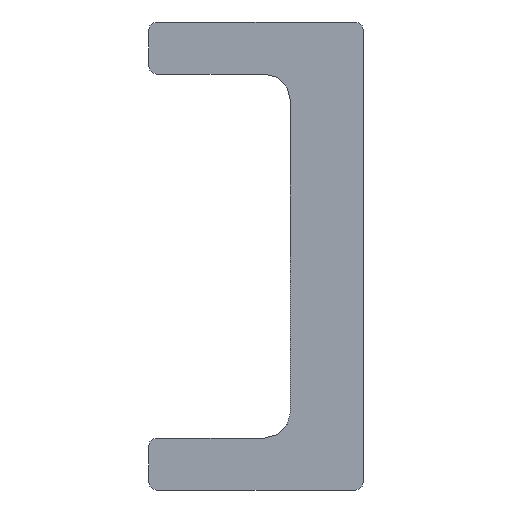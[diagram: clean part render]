
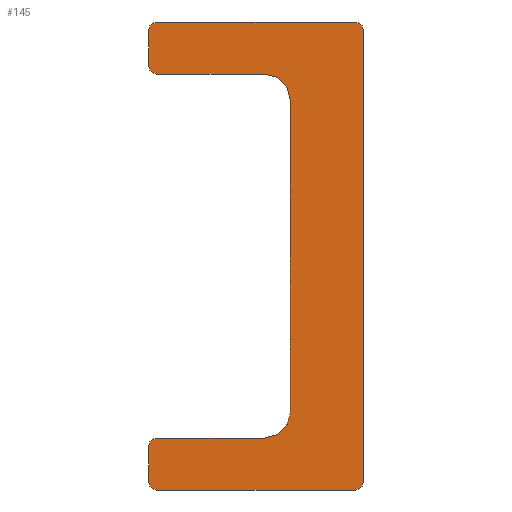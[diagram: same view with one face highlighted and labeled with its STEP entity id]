
A CAD part, front view. The second image highlights one B-rep face of the part: STEP entity #145.
In plain terms, the highlighted planar face has unit normal (0, -1, 0).
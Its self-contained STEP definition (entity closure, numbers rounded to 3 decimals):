
#145 = ADVANCED_FACE( '', ( #389 ), #390, .F. );
#389 = FACE_OUTER_BOUND( '', #772, .T. );
#390 = PLANE( '', #773 );
#772 = EDGE_LOOP( '', ( #1195, #1196, #1197, #1198, #1199, #1200, #1201, #1202, #1203, #1204, #1205, #1206, #1207, #1208, #1209, #1210 ) );
#773 = AXIS2_PLACEMENT_3D( '', #1211, #1212, #1213 );
#1195 = ORIENTED_EDGE( '', *, *, #1766, .F. );
#1196 = ORIENTED_EDGE( '', *, *, #1767, .T. );
#1197 = ORIENTED_EDGE( '', *, *, #1768, .F. );
#1198 = ORIENTED_EDGE( '', *, *, #1742, .T. );
#1199 = ORIENTED_EDGE( '', *, *, #1769, .F. );
#1200 = ORIENTED_EDGE( '', *, *, #1770, .T. );
#1201 = ORIENTED_EDGE( '', *, *, #1771, .F. );
#1202 = ORIENTED_EDGE( '', *, *, #1772, .T. );
#1203 = ORIENTED_EDGE( '', *, *, #1737, .F. );
#1204 = ORIENTED_EDGE( '', *, *, #1773, .T. );
#1205 = ORIENTED_EDGE( '', *, *, #1774, .F. );
#1206 = ORIENTED_EDGE( '', *, *, #1775, .T. );
#1207 = ORIENTED_EDGE( '', *, *, #1776, .F. );
#1208 = ORIENTED_EDGE( '', *, *, #1747, .T. );
#1209 = ORIENTED_EDGE( '', *, *, #1777, .F. );
#1210 = ORIENTED_EDGE( '', *, *, #1758, .T. );
#1211 = CARTESIAN_POINT( '', ( -4.125, 0., 9. ) );
#1212 = DIRECTION( '', ( 0., 1., 0. ) );
#1213 = DIRECTION( '', ( 0., 0., 1. ) );
#1737 = EDGE_CURVE( '', #2001, #2003, #2004, .T. );
#1742 = EDGE_CURVE( '', #2012, #2010, #2013, .F. );
#1747 = EDGE_CURVE( '', #2021, #2019, #2022, .F. );
#1758 = EDGE_CURVE( '', #2040, #2038, #2041, .F. );
#1766 = EDGE_CURVE( '', #2052, #2038, #2053, .T. );
#1767 = EDGE_CURVE( '', #2052, #2054, #2055, .F. );
#1768 = EDGE_CURVE( '', #2012, #2054, #2056, .T. );
#1769 = EDGE_CURVE( '', #2057, #2010, #2058, .T. );
#1770 = EDGE_CURVE( '', #2057, #2059, #2060, .F. );
#1771 = EDGE_CURVE( '', #2061, #2059, #2062, .T. );
#1772 = EDGE_CURVE( '', #2061, #2003, #2063, .T. );
#1773 = EDGE_CURVE( '', #2001, #2064, #2065, .T. );
#1774 = EDGE_CURVE( '', #2066, #2064, #2067, .T. );
#1775 = EDGE_CURVE( '', #2066, #2068, #2069, .F. );
#1776 = EDGE_CURVE( '', #2021, #2068, #2070, .T. );
#1777 = EDGE_CURVE( '', #2040, #2019, #2071, .T. );
#2001 = VERTEX_POINT( '', #2353 );
#2003 = VERTEX_POINT( '', #2356 );
#2004 = LINE( '', #2357, #2358 );
#2010 = VERTEX_POINT( '', #2365 );
#2012 = VERTEX_POINT( '', #2368 );
#2013 = CIRCLE( '', #2369, 0.3 );
#2019 = VERTEX_POINT( '', #2376 );
#2021 = VERTEX_POINT( '', #2379 );
#2022 = CIRCLE( '', #2380, 0.3 );
#2038 = VERTEX_POINT( '', #2397 );
#2040 = VERTEX_POINT( '', #2400 );
#2041 = CIRCLE( '', #2401, 0.3 );
#2052 = VERTEX_POINT( '', #2413 );
#2053 = LINE( '', #2414, #2415 );
#2054 = VERTEX_POINT( '', #2416 );
#2055 = CIRCLE( '', #2417, 0.3 );
#2056 = LINE( '', #2418, #2419 );
#2057 = VERTEX_POINT( '', #2420 );
#2058 = LINE( '', #2421, #2422 );
#2059 = VERTEX_POINT( '', #2423 );
#2060 = CIRCLE( '', #2424, 0.3 );
#2061 = VERTEX_POINT( '', #2425 );
#2062 = LINE( '', #2426, #2427 );
#2063 = CIRCLE( '', #2428, 1. );
#2064 = VERTEX_POINT( '', #2429 );
#2065 = CIRCLE( '', #2430, 1. );
#2066 = VERTEX_POINT( '', #2431 );
#2067 = LINE( '', #2432, #2433 );
#2068 = VERTEX_POINT( '', #2434 );
#2069 = CIRCLE( '', #2435, 0.3 );
#2070 = LINE( '', #2436, #2437 );
#2071 = LINE( '', #2438, #2439 );
#2353 = CARTESIAN_POINT( '', ( 1.325, 0., -6. ) );
#2356 = CARTESIAN_POINT( '', ( 1.325, 0., 6. ) );
#2357 = CARTESIAN_POINT( '', ( 1.325, 0., 7. ) );
#2358 = VECTOR( '', #2760, 1000. );
#2365 = CARTESIAN_POINT( '', ( -4.125, 0., 8.7 ) );
#2368 = CARTESIAN_POINT( '', ( -3.825, 0., 9. ) );
#2369 = AXIS2_PLACEMENT_3D( '', #2766, #2767, #2768 );
#2376 = CARTESIAN_POINT( '', ( -3.825, 0., -9. ) );
#2379 = CARTESIAN_POINT( '', ( -4.125, 0., -8.7 ) );
#2380 = AXIS2_PLACEMENT_3D( '', #2774, #2775, #2776 );
#2397 = CARTESIAN_POINT( '', ( 4.125, 0., -8.7 ) );
#2400 = CARTESIAN_POINT( '', ( 3.825, 0., -9. ) );
#2401 = AXIS2_PLACEMENT_3D( '', #2794, #2795, #2796 );
#2413 = CARTESIAN_POINT( '', ( 4.125, 0., 8.7 ) );
#2414 = CARTESIAN_POINT( '', ( 4.125, 0., 9. ) );
#2415 = VECTOR( '', #2807, 1000. );
#2416 = CARTESIAN_POINT( '', ( 3.825, 0., 9. ) );
#2417 = AXIS2_PLACEMENT_3D( '', #2808, #2809, #2810 );
#2418 = CARTESIAN_POINT( '', ( -4.125, 0., 9. ) );
#2419 = VECTOR( '', #2811, 1000. );
#2420 = CARTESIAN_POINT( '', ( -4.125, 0., 7.3 ) );
#2421 = CARTESIAN_POINT( '', ( -4.125, 0., -9. ) );
#2422 = VECTOR( '', #2812, 1000. );
#2423 = CARTESIAN_POINT( '', ( -3.825, 0., 7. ) );
#2424 = AXIS2_PLACEMENT_3D( '', #2813, #2814, #2815 );
#2425 = CARTESIAN_POINT( '', ( 0.325, 0., 7. ) );
#2426 = CARTESIAN_POINT( '', ( -4.125, 0., 7. ) );
#2427 = VECTOR( '', #2816, 1000. );
#2428 = AXIS2_PLACEMENT_3D( '', #2817, #2818, #2819 );
#2429 = CARTESIAN_POINT( '', ( 0.325, 0., -7. ) );
#2430 = AXIS2_PLACEMENT_3D( '', #2820, #2821, #2822 );
#2431 = CARTESIAN_POINT( '', ( -3.825, 0., -7. ) );
#2432 = CARTESIAN_POINT( '', ( 1.325, 0., -7. ) );
#2433 = VECTOR( '', #2823, 1000. );
#2434 = CARTESIAN_POINT( '', ( -4.125, 0., -7.3 ) );
#2435 = AXIS2_PLACEMENT_3D( '', #2824, #2825, #2826 );
#2436 = CARTESIAN_POINT( '', ( -4.125, 0., -9. ) );
#2437 = VECTOR( '', #2827, 1000. );
#2438 = CARTESIAN_POINT( '', ( 4.125, 0., -9. ) );
#2439 = VECTOR( '', #2828, 1000. );
#2760 = DIRECTION( '', ( 0., 0., 1. ) );
#2766 = CARTESIAN_POINT( '', ( -3.825, 0., 8.7 ) );
#2767 = DIRECTION( '', ( 0., 1., 0. ) );
#2768 = DIRECTION( '', ( 0., 0., 1. ) );
#2774 = CARTESIAN_POINT( '', ( -3.825, 0., -8.7 ) );
#2775 = DIRECTION( '', ( 0., 1., 0. ) );
#2776 = DIRECTION( '', ( 0., 0., 1. ) );
#2794 = CARTESIAN_POINT( '', ( 3.825, 0., -8.7 ) );
#2795 = DIRECTION( '', ( 0., 1., 0. ) );
#2796 = DIRECTION( '', ( 0., 0., 1. ) );
#2807 = DIRECTION( '', ( 0., 0., -1. ) );
#2808 = CARTESIAN_POINT( '', ( 3.825, 0., 8.7 ) );
#2809 = DIRECTION( '', ( 0., 1., 0. ) );
#2810 = DIRECTION( '', ( 0., 0., 1. ) );
#2811 = DIRECTION( '', ( 1., 0., 0. ) );
#2812 = DIRECTION( '', ( 0., 0., 1. ) );
#2813 = CARTESIAN_POINT( '', ( -3.825, 0., 7.3 ) );
#2814 = DIRECTION( '', ( 0., 1., 0. ) );
#2815 = DIRECTION( '', ( 0., 0., 1. ) );
#2816 = DIRECTION( '', ( -1., 0., 0. ) );
#2817 = CARTESIAN_POINT( '', ( 0.325, 0., 6. ) );
#2818 = DIRECTION( '', ( 0., 1., 0. ) );
#2819 = DIRECTION( '', ( 0., 0., 1. ) );
#2820 = CARTESIAN_POINT( '', ( 0.325, 0., -6. ) );
#2821 = DIRECTION( '', ( 0., 1., 0. ) );
#2822 = DIRECTION( '', ( 0., 0., 1. ) );
#2823 = DIRECTION( '', ( 1., 0., 0. ) );
#2824 = CARTESIAN_POINT( '', ( -3.825, 0., -7.3 ) );
#2825 = DIRECTION( '', ( 0., 1., 0. ) );
#2826 = DIRECTION( '', ( 0., 0., 1. ) );
#2827 = DIRECTION( '', ( 0., 0., 1. ) );
#2828 = DIRECTION( '', ( -1., 0., 0. ) );
